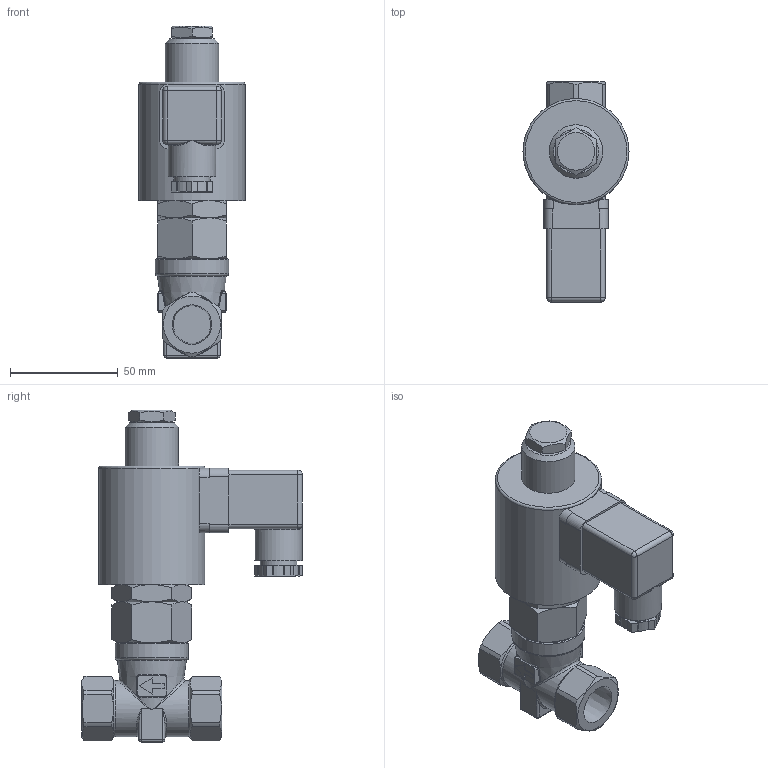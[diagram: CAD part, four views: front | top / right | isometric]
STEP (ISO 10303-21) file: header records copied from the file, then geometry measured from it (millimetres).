
FILE_DESCRIPTION(/* description */ ('3D-Modell 046.000859'),/* implementation_level */ '2;1');
FILE_NAME(/* name */ '046.000859_B4623-0804-.802-NJ.stp',/* time_stamp */ '2021-10-14T07:48:11+02:00',/* author */ ('CBeuthner'),/* organization */ (''),/* preprocessor_version */ 'ST-DEVELOPER v16.1',/* originating_system */ 'Autodesk Inventor 2016',/* authorisation */ '');
FILE_SCHEMA (('CONFIG_CONTROL_DESIGN'));
Length unit declared in the file: millimetre
Products named in the file (1): 90-014640
Bounding box: 49.2 x 102.3 x 154 mm (x, y, z)
Volume: 230650.4 mm3; surface area: 34535.6 mm2
Topology: 1 solids, 1 shells, 284 faces, 699 edges, 416 vertices
Faces by surface type: plane 123, cylinder 66, cone 45, bspline 27, torus 15, sphere 8
Full cylindrical faces by diameter (mm): 17 x1, 17.475 x2, 22 x1, 24.8 x1, 26 x2, 34 x1, 49.2 x1
Entity records: 12260 total; most frequent: CARTESIAN_POINT 5807, ORIENTED_EDGE 1312, DIRECTION 1214, EDGE_CURVE 654, AXIS2_PLACEMENT_3D 466, VERTEX_POINT 407, EDGE_LOOP 319, FACE_OUTER_BOUND 284
